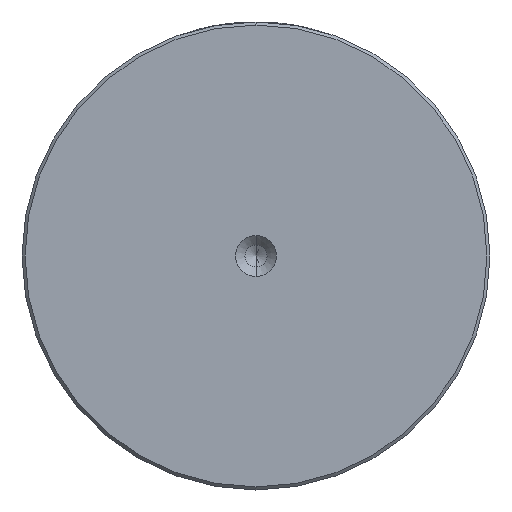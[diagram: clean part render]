
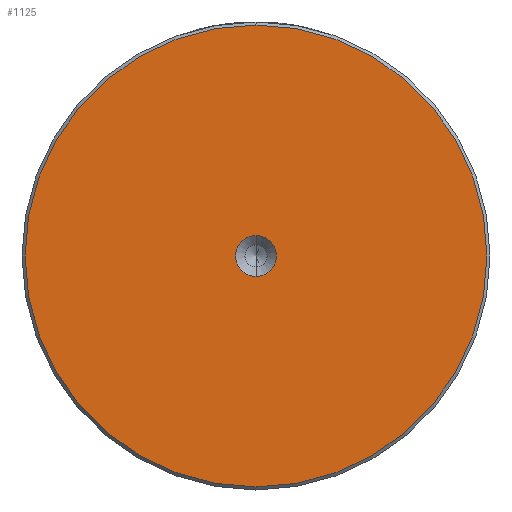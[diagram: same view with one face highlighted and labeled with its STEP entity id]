
A CAD part, left-side view. The second image highlights one B-rep face of the part: STEP entity #1125.
In plain terms, the highlighted planar face has unit normal (-1, 0, 0).
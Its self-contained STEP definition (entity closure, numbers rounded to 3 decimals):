
#74 = AXIS2_PLACEMENT_3D ( 'NONE', #2718, #1287, #2967 ) ;
#281 = DIRECTION ( 'NONE',  ( -1., 0., 0. ) ) ;
#382 = CARTESIAN_POINT ( 'NONE',  ( 0., 0., 37.5 ) ) ;
#391 = VERTEX_POINT ( 'NONE', #1079 ) ;
#491 = ORIENTED_EDGE ( 'NONE', *, *, #615, .F. ) ;
#526 = CARTESIAN_POINT ( 'NONE',  ( 0., 0., 0. ) ) ;
#590 = AXIS2_PLACEMENT_3D ( 'NONE', #526, #1219, #2901 ) ;
#615 = EDGE_CURVE ( 'NONE', #1142, #1362, #2691, .T. ) ;
#626 = CIRCLE ( 'NONE', #818, 3.3 ) ;
#818 = AXIS2_PLACEMENT_3D ( 'NONE', #3024, #1372, #3063 ) ;
#959 = CARTESIAN_POINT ( 'NONE',  ( 0., 0., 0. ) ) ;
#1079 = CARTESIAN_POINT ( 'NONE',  ( 0., 0., -37.5 ) ) ;
#1125 = ADVANCED_FACE ( 'NONE', ( #2043, #2603 ), #1691, .T. ) ;
#1142 = VERTEX_POINT ( 'NONE', #1702 ) ;
#1185 = DIRECTION ( 'NONE',  ( 0., 0., 1. ) ) ;
#1219 = DIRECTION ( 'NONE',  ( -1., 0., 0. ) ) ;
#1287 = DIRECTION ( 'NONE',  ( -1., 0., 0. ) ) ;
#1362 = VERTEX_POINT ( 'NONE', #3056 ) ;
#1372 = DIRECTION ( 'NONE',  ( -1., 0., 0. ) ) ;
#1601 = EDGE_CURVE ( 'NONE', #2619, #391, #2337, .T. ) ;
#1683 = CARTESIAN_POINT ( 'NONE',  ( 0., 0., 0. ) ) ;
#1691 = PLANE ( 'NONE',  #590 ) ;
#1702 = CARTESIAN_POINT ( 'NONE',  ( 0., 0., 3.3 ) ) ;
#1911 = AXIS2_PLACEMENT_3D ( 'NONE', #959, #2618, #1185 ) ;
#1926 = DIRECTION ( 'NONE',  ( 0., 0., 1. ) ) ;
#2024 = CIRCLE ( 'NONE', #74, 37.5 ) ;
#2043 = FACE_OUTER_BOUND ( 'NONE', #2784, .T. ) ;
#2044 = EDGE_CURVE ( 'NONE', #391, #2619, #2024, .T. ) ;
#2139 = ORIENTED_EDGE ( 'NONE', *, *, #2972, .F. ) ;
#2337 = CIRCLE ( 'NONE', #3078, 37.5 ) ;
#2392 = EDGE_LOOP ( 'NONE', ( #491, #2139 ) ) ;
#2603 = FACE_BOUND ( 'NONE', #2392, .T. ) ;
#2618 = DIRECTION ( 'NONE',  ( -1., 0., 0. ) ) ;
#2619 = VERTEX_POINT ( 'NONE', #382 ) ;
#2691 = CIRCLE ( 'NONE', #1911, 3.3 ) ;
#2718 = CARTESIAN_POINT ( 'NONE',  ( 0., 0., 0. ) ) ;
#2742 = ORIENTED_EDGE ( 'NONE', *, *, #2044, .T. ) ;
#2784 = EDGE_LOOP ( 'NONE', ( #2742, #2893 ) ) ;
#2893 = ORIENTED_EDGE ( 'NONE', *, *, #1601, .T. ) ;
#2901 = DIRECTION ( 'NONE',  ( 0., 0., 1. ) ) ;
#2967 = DIRECTION ( 'NONE',  ( 0., 0., 1. ) ) ;
#2972 = EDGE_CURVE ( 'NONE', #1362, #1142, #626, .T. ) ;
#3024 = CARTESIAN_POINT ( 'NONE',  ( 0., 0., 0. ) ) ;
#3056 = CARTESIAN_POINT ( 'NONE',  ( 0., 0., -3.3 ) ) ;
#3063 = DIRECTION ( 'NONE',  ( 0., 0., 1. ) ) ;
#3078 = AXIS2_PLACEMENT_3D ( 'NONE', #1683, #281, #1926 ) ;
